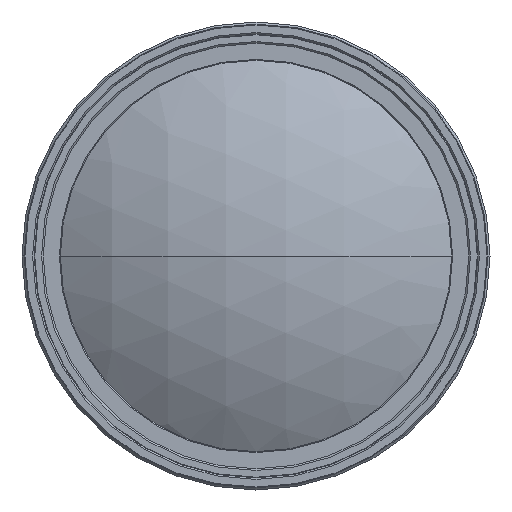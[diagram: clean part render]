
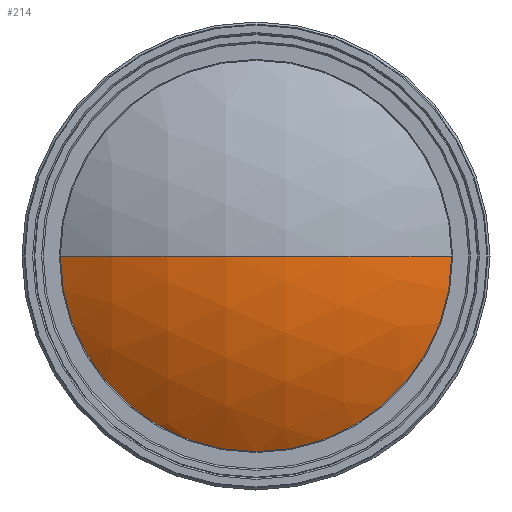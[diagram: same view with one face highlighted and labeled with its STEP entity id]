
A CAD part, front view. The second image highlights one B-rep face of the part: STEP entity #214.
In plain terms, the highlighted spherical face has radius 41.702 mm.
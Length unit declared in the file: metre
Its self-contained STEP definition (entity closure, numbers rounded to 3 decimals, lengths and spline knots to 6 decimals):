
#214=ADVANCED_FACE('0:9477',(#627),#628,.T.);
#627=FACE_OUTER_BOUND('',#1280,.T.);
#628=SPHERICAL_SURFACE('',#1281,0.041702);
#1280=EDGE_LOOP('',(#2530,#2531));
#1281=AXIS2_PLACEMENT_3D('',#2532,#2533,#2534);
#2530=ORIENTED_EDGE('',*,*,#4245,.F.);
#2531=ORIENTED_EDGE('',*,*,#4242,.T.);
#2532=CARTESIAN_POINT('',(0.,0.011685,0.0));
#2533=DIRECTION('',(-1.0,0.,0.0));
#2534=DIRECTION('',(0.,1.0,0.0));
#4242=EDGE_CURVE('0:9498',#5262,#5260,#5263,.T.);
#4245=EDGE_CURVE('',#5262,#5260,#5266,.T.);
#5260=VERTEX_POINT('',#6992);
#5262=VERTEX_POINT('',#6995);
#5263=CIRCLE('',#6996,0.023);
#5266=CIRCLE('',#7000,0.041702);
#6992=CARTESIAN_POINT('',(0.023,-0.023101,0.));
#6995=CARTESIAN_POINT('',(-0.023,-0.023101,0.));
#6996=AXIS2_PLACEMENT_3D('',#8235,#8236,#8237);
#7000=AXIS2_PLACEMENT_3D('',#8242,#8243,#8244);
#8235=CARTESIAN_POINT('',(0.,-0.023101,0.0));
#8236=DIRECTION('',(0.,-1.0,0.0));
#8237=DIRECTION('',(1.0,0.,0.0));
#8242=CARTESIAN_POINT('',(0.,0.011685,0.0));
#8243=DIRECTION('',(0.,0.,1.0));
#8244=DIRECTION('',(-0.0,1.0,0.));
